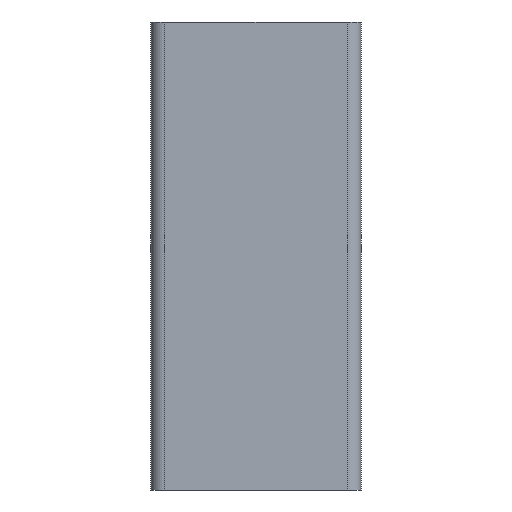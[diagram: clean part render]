
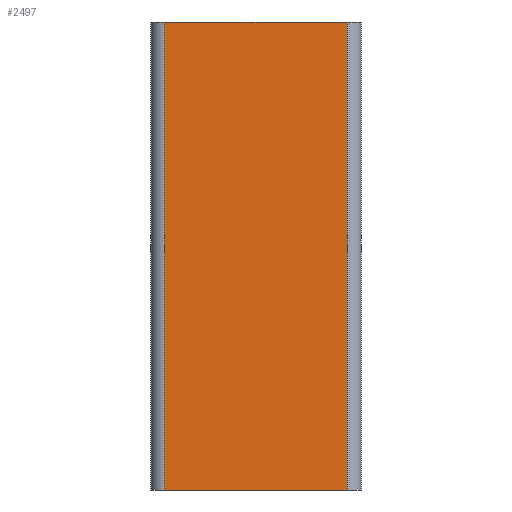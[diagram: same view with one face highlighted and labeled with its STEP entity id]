
A CAD part, front view. The second image highlights one B-rep face of the part: STEP entity #2497.
In plain terms, the highlighted planar face has unit normal (0, -1, 0).
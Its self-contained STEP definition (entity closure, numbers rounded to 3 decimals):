
#107=PLANE('',#2691);
#225=FACE_OUTER_BOUND('',#355,.T.);
#355=EDGE_LOOP('',(#2165,#2166,#2167,#2168));
#690=LINE('',#3975,#994);
#707=LINE('',#4018,#1011);
#708=LINE('',#4021,#1012);
#709=LINE('',#4022,#1013);
#994=VECTOR('',#3260,10.);
#1011=VECTOR('',#3289,10.);
#1012=VECTOR('',#3292,10.);
#1013=VECTOR('',#3293,10.);
#1247=VERTEX_POINT('',#3972);
#1248=VERTEX_POINT('',#3974);
#1268=VERTEX_POINT('',#4016);
#1269=VERTEX_POINT('',#4020);
#1585=EDGE_CURVE('',#1247,#1248,#690,.T.);
#1607=EDGE_CURVE('',#1247,#1268,#707,.T.);
#1608=EDGE_CURVE('',#1269,#1268,#708,.T.);
#1609=EDGE_CURVE('',#1248,#1269,#709,.T.);
#2165=ORIENTED_EDGE('',*,*,#1607,.T.);
#2166=ORIENTED_EDGE('',*,*,#1608,.F.);
#2167=ORIENTED_EDGE('',*,*,#1609,.F.);
#2168=ORIENTED_EDGE('',*,*,#1585,.F.);
#2497=ADVANCED_FACE('',(#225),#107,.T.);
#2691=AXIS2_PLACEMENT_3D('',#4019,#3290,#3291);
#3260=DIRECTION('',(-1.,0.,0.));
#3289=DIRECTION('',(0.,0.,1.));
#3290=DIRECTION('center_axis',(0.,-1.,0.));
#3291=DIRECTION('ref_axis',(1.,0.,0.));
#3292=DIRECTION('',(1.,0.,0.));
#3293=DIRECTION('',(0.,0.,1.));
#3972=CARTESIAN_POINT('',(19.5,-30.5,-50.));
#3974=CARTESIAN_POINT('',(-19.5,-30.5,-50.));
#3975=CARTESIAN_POINT('',(-19.5,-30.5,-50.));
#4016=CARTESIAN_POINT('',(19.5,-30.5,50.));
#4018=CARTESIAN_POINT('',(19.5,-30.5,0.));
#4019=CARTESIAN_POINT('Origin',(-19.5,-30.5,0.));
#4020=CARTESIAN_POINT('',(-19.5,-30.5,50.));
#4021=CARTESIAN_POINT('',(-19.5,-30.5,50.));
#4022=CARTESIAN_POINT('',(-19.5,-30.5,0.));
